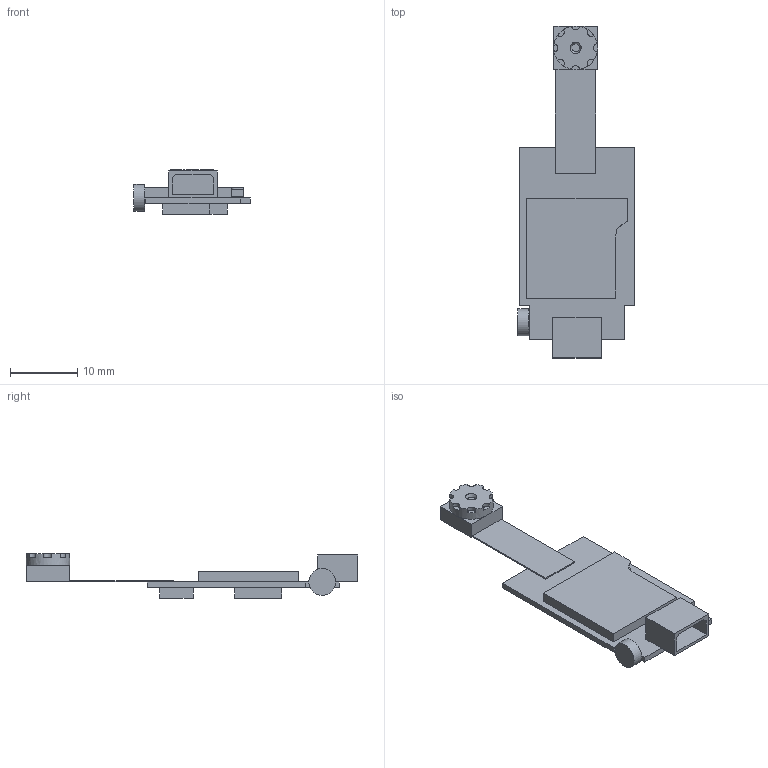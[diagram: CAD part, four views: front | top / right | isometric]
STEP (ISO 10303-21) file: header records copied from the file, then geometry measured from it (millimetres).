
FILE_DESCRIPTION(/* description */ (''),/* implementation_level */ '2;1');
FILE_NAME(/* name */ '3202 Spy Camera.step',/* time_stamp */ '2018-07-07T16:42:03-04:00',/* author */ ('Adafruit'),/* organization */ (''),/* preprocessor_version */ 'ST-DEVELOPER v17',/* originating_system */ 'Autodesk Translation Framework v7.1.0.215',/* authorisation */ '');
FILE_SCHEMA (('AUTOMOTIVE_DESIGN { 1 0 10303 214 3 1 1 }'));
Length unit declared in the file: millimetre
Products named in the file (1): Spy Camera
Bounding box: 17.3 x 49.35 x 6.65 mm (x, y, z)
Volume: 866.7 mm3; surface area: 2717 mm2
Topology: 5 solids, 5 shells, 83 faces, 202 edges, 133 vertices
Faces by surface type: plane 70, cylinder 10, bspline 2, cone 1
Full cylindrical faces by diameter (mm): 4 x1, 6.5 x1
Entity records: 2700 total; most frequent: CARTESIAN_POINT 691, ORIENTED_EDGE 404, DIRECTION 403, EDGE_CURVE 202, LINE 157, VECTOR 157, VERTEX_POINT 133, AXIS2_PLACEMENT_3D 123
